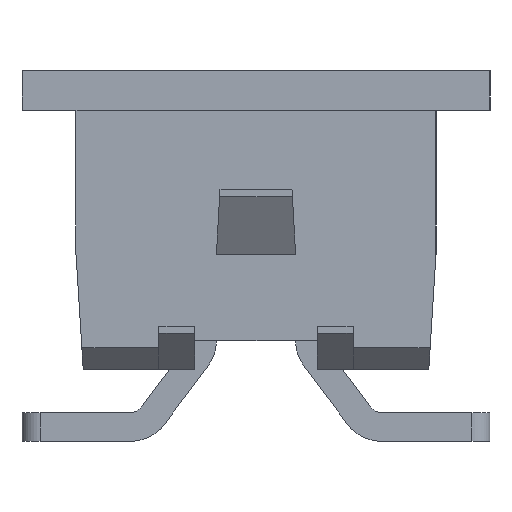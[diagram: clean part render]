
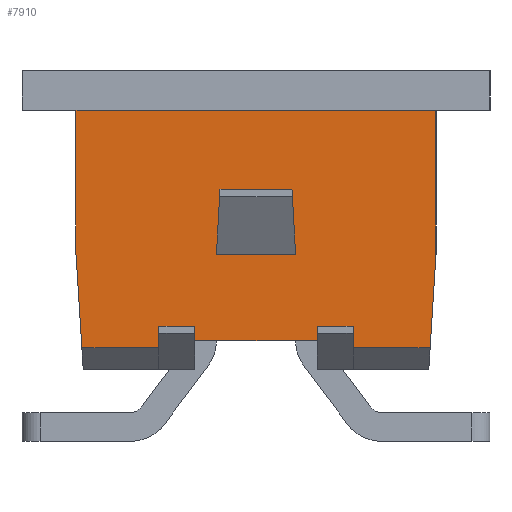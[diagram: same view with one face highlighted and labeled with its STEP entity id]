
A CAD part, front view. The second image highlights one B-rep face of the part: STEP entity #7910.
In plain terms, the highlighted face is planar.
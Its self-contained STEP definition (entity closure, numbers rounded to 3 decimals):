
#716=ORIENTED_EDGE('',*,*,#2048,.F.);
#717=ORIENTED_EDGE('',*,*,#2038,.F.);
#718=ORIENTED_EDGE('',*,*,#2156,.T.);
#719=ORIENTED_EDGE('',*,*,#2104,.F.);
#720=ORIENTED_EDGE('',*,*,#2159,.F.);
#721=ORIENTED_EDGE('',*,*,#1987,.F.);
#722=ORIENTED_EDGE('',*,*,#2163,.T.);
#723=ORIENTED_EDGE('',*,*,#2092,.T.);
#724=ORIENTED_EDGE('',*,*,#2108,.T.);
#725=ORIENTED_EDGE('',*,*,#2067,.F.);
#726=ORIENTED_EDGE('',*,*,#2069,.T.);
#727=ORIENTED_EDGE('',*,*,#2127,.T.);
#728=ORIENTED_EDGE('',*,*,#2199,.F.);
#729=ORIENTED_EDGE('',*,*,#2123,.T.);
#730=ORIENTED_EDGE('',*,*,#2206,.F.);
#731=ORIENTED_EDGE('',*,*,#2031,.T.);
#732=ORIENTED_EDGE('',*,*,#2207,.T.);
#733=ORIENTED_EDGE('',*,*,#2032,.F.);
#1987=EDGE_CURVE('',#2813,#2806,#3341,.T.);
#2031=EDGE_CURVE('',#2838,#2841,#3377,.T.);
#2032=EDGE_CURVE('',#2842,#2843,#3378,.T.);
#2038=EDGE_CURVE('',#2848,#2849,#3384,.T.);
#2048=EDGE_CURVE('',#2849,#2855,#3394,.T.);
#2067=EDGE_CURVE('',#2871,#2866,#3413,.T.);
#2069=EDGE_CURVE('',#2871,#2873,#3415,.T.);
#2092=EDGE_CURVE('',#2891,#2890,#3438,.T.);
#2104=EDGE_CURVE('',#2902,#2903,#3450,.T.);
#2108=EDGE_CURVE('',#2890,#2866,#3454,.T.);
#2123=EDGE_CURVE('',#2913,#2855,#3469,.T.);
#2127=EDGE_CURVE('',#2873,#2915,#3473,.T.);
#2156=EDGE_CURVE('',#2848,#2903,#3494,.T.);
#2159=EDGE_CURVE('',#2806,#2902,#3497,.T.);
#2163=EDGE_CURVE('',#2813,#2891,#3501,.T.);
#2199=EDGE_CURVE('',#2913,#2915,#3537,.T.);
#2206=EDGE_CURVE('',#2838,#2842,#3544,.T.);
#2207=EDGE_CURVE('',#2841,#2843,#3545,.T.);
#2806=VERTEX_POINT('',#10426);
#2813=VERTEX_POINT('',#10439);
#2838=VERTEX_POINT('',#10522);
#2841=VERTEX_POINT('',#10527);
#2842=VERTEX_POINT('',#10531);
#2843=VERTEX_POINT('',#10532);
#2848=VERTEX_POINT('',#10543);
#2849=VERTEX_POINT('',#10545);
#2855=VERTEX_POINT('',#10563);
#2866=VERTEX_POINT('',#10594);
#2871=VERTEX_POINT('',#10603);
#2873=VERTEX_POINT('',#10608);
#2890=VERTEX_POINT('',#10655);
#2891=VERTEX_POINT('',#10657);
#2902=VERTEX_POINT('',#10680);
#2903=VERTEX_POINT('',#10682);
#2913=VERTEX_POINT('',#10717);
#2915=VERTEX_POINT('',#10723);
#3341=LINE('',#10440,#4031);
#3377=LINE('',#10528,#4067);
#3378=LINE('',#10530,#4068);
#3384=LINE('',#10544,#4074);
#3394=LINE('',#10564,#4084);
#3413=LINE('',#10604,#4103);
#3415=LINE('',#10609,#4105);
#3438=LINE('',#10656,#4128);
#3450=LINE('',#10681,#4140);
#3454=LINE('',#10689,#4144);
#3469=LINE('',#10716,#4159);
#3473=LINE('',#10725,#4163);
#3494=LINE('',#10778,#4184);
#3497=LINE('',#10782,#4187);
#3501=LINE('',#10789,#4191);
#3537=LINE('',#10852,#4227);
#3544=LINE('',#10860,#4234);
#3545=LINE('',#10861,#4235);
#4031=VECTOR('',#8771,1000.);
#4067=VECTOR('',#8855,1000.);
#4068=VECTOR('',#8858,1000.);
#4074=VECTOR('',#8866,1000.);
#4084=VECTOR('',#8882,1000.);
#4103=VECTOR('',#8911,1000.);
#4105=VECTOR('',#8915,1000.);
#4128=VECTOR('',#8952,1000.);
#4140=VECTOR('',#8966,1000.);
#4144=VECTOR('',#8972,1000.);
#4159=VECTOR('',#8997,1000.);
#4163=VECTOR('',#9003,1000.);
#4184=VECTOR('',#9070,1000.);
#4187=VECTOR('',#9075,1000.);
#4191=VECTOR('',#9085,1000.);
#4227=VECTOR('',#9127,1000.);
#4234=VECTOR('',#9136,1000.);
#4235=VECTOR('',#9137,1000.);
#4746=EDGE_LOOP('',(#716,#717,#718,#719,#720,#721,#722,#723,#724,#725,#726,
#727,#728,#729));
#4747=EDGE_LOOP('',(#730,#731,#732,#733));
#5092=FACE_BOUND('',#4746,.T.);
#5093=FACE_BOUND('',#4747,.T.);
#5412=PLANE('',#8277);
#7910=ADVANCED_FACE('',(#5092,#5093),#5412,.F.);
#8277=AXIS2_PLACEMENT_3D('',#10859,#9134,#9135);
#8771=DIRECTION('',(0.,1.,0.));
#8855=DIRECTION('',(0.,0.055,0.998));
#8858=DIRECTION('',(0.,-0.055,0.998));
#8866=DIRECTION('',(0.,0.,1.));
#8882=DIRECTION('',(0.,-1.,0.));
#8911=DIRECTION('',(0.,0.,-1.));
#8915=DIRECTION('',(0.,1.,0.));
#8952=DIRECTION('',(0.,0.062,-0.998));
#8966=DIRECTION('',(0.,-0.062,-0.998));
#8972=DIRECTION('',(0.,1.,0.));
#8997=DIRECTION('',(0.,0.,1.));
#9003=DIRECTION('',(0.,0.,-1.));
#9070=DIRECTION('',(0.,1.,0.));
#9075=DIRECTION('',(0.,0.,-1.));
#9085=DIRECTION('',(0.,0.,-1.));
#9127=DIRECTION('',(0.,-1.,0.));
#9134=DIRECTION('',(-1.,0.,0.));
#9135=DIRECTION('',(0.,0.,1.));
#9136=DIRECTION('',(0.,1.,0.));
#9137=DIRECTION('',(0.,1.,0.));
#10426=CARTESIAN_POINT('',(4.825,2.5,3.6));
#10439=CARTESIAN_POINT('',(4.825,-2.5,3.6));
#10440=CARTESIAN_POINT('',(4.825,-2.5,3.6));
#10522=CARTESIAN_POINT('',(4.825,-0.55,1.6));
#10527=CARTESIAN_POINT('',(4.825,-0.5,2.5));
#10528=CARTESIAN_POINT('',(4.825,-0.55,1.6));
#10530=CARTESIAN_POINT('',(4.825,0.55,1.6));
#10531=CARTESIAN_POINT('',(4.825,0.55,1.6));
#10532=CARTESIAN_POINT('',(4.825,0.5,2.5));
#10543=CARTESIAN_POINT('',(4.825,1.35,0.3));
#10544=CARTESIAN_POINT('',(4.825,1.35,0.3));
#10545=CARTESIAN_POINT('',(4.825,1.35,0.6));
#10563=CARTESIAN_POINT('',(4.825,0.85,0.6));
#10564=CARTESIAN_POINT('',(4.825,1.35,0.6));
#10594=CARTESIAN_POINT('',(4.825,-1.35,0.3));
#10603=CARTESIAN_POINT('',(4.825,-1.35,0.6));
#10604=CARTESIAN_POINT('',(4.825,-1.35,0.6));
#10608=CARTESIAN_POINT('',(4.825,-0.85,0.6));
#10609=CARTESIAN_POINT('',(4.825,-1.35,0.6));
#10655=CARTESIAN_POINT('',(4.825,-2.419,0.3));
#10656=CARTESIAN_POINT('',(4.825,-2.625,3.592));
#10657=CARTESIAN_POINT('',(4.825,-2.5,1.6));
#10680=CARTESIAN_POINT('',(4.825,2.5,1.6));
#10681=CARTESIAN_POINT('',(4.825,2.605,3.281));
#10682=CARTESIAN_POINT('',(4.825,2.419,0.3));
#10689=CARTESIAN_POINT('',(4.825,-2.5,0.3));
#10716=CARTESIAN_POINT('',(4.825,0.85,0.3));
#10717=CARTESIAN_POINT('',(4.825,0.85,0.4));
#10723=CARTESIAN_POINT('',(4.825,-0.85,0.4));
#10725=CARTESIAN_POINT('',(4.825,-0.85,0.6));
#10778=CARTESIAN_POINT('',(4.825,-2.5,0.3));
#10782=CARTESIAN_POINT('',(4.825,2.5,3.6));
#10789=CARTESIAN_POINT('',(4.825,-2.5,3.6));
#10852=CARTESIAN_POINT('',(4.825,-2.5,0.4));
#10859=CARTESIAN_POINT('',(4.825,-2.5,3.6));
#10860=CARTESIAN_POINT('',(4.825,-0.55,1.6));
#10861=CARTESIAN_POINT('',(4.825,-0.55,2.5));
